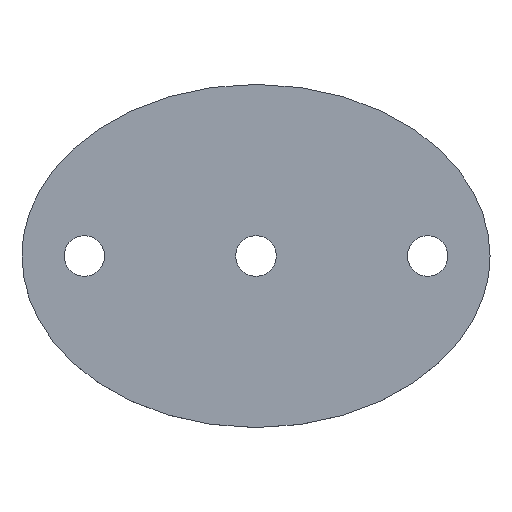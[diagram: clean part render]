
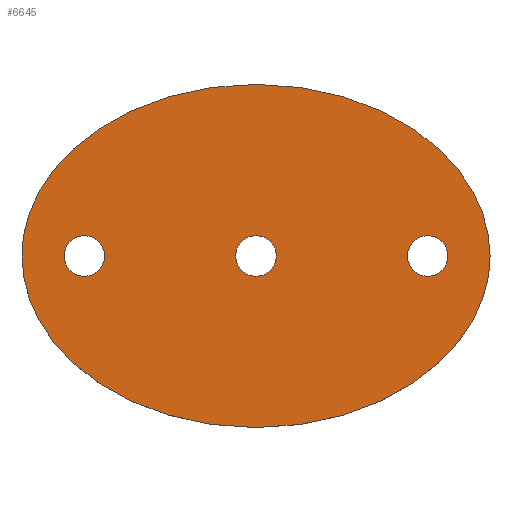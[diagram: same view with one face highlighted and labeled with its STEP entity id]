
A CAD part, top view. The second image highlights one B-rep face of the part: STEP entity #6645.
In plain terms, the highlighted planar face has unit normal (0, 0, 1).
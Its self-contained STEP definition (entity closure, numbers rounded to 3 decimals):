
#191 = CIRCLE ( 'NONE', #701, 3.25 ) ;
#302 = ORIENTED_EDGE ( 'NONE', *, *, #9306, .F. ) ;
#454 = CARTESIAN_POINT ( 'NONE',  ( 27.5, 0., 4. ) ) ;
#623 = EDGE_CURVE ( 'NONE', #5509, #6911, #859, .T. ) ;
#671 = AXIS2_PLACEMENT_3D ( 'NONE', #6068, #1876, #9287 ) ;
#701 = AXIS2_PLACEMENT_3D ( 'NONE', #454, #10167, #7960 ) ;
#783 = VERTEX_POINT ( 'NONE', #2534 ) ;
#859 = CIRCLE ( 'NONE', #13566, 3.25 ) ;
#897 = CARTESIAN_POINT ( 'NONE',  ( -3.25, 0., 4. ) ) ;
#989 = EDGE_LOOP ( 'NONE', ( #302, #9926 ) ) ;
#1143 = DIRECTION ( 'NONE',  ( 0., 0., 1. ) ) ;
#1149 = EDGE_LOOP ( 'NONE', ( #8623, #12407 ) ) ;
#1638 = CARTESIAN_POINT ( 'NONE',  ( 0., 0., 4. ) ) ;
#1698 = AXIS2_PLACEMENT_3D ( 'NONE', #11032, #13173, #2615 ) ;
#1876 = DIRECTION ( 'NONE',  ( 0., 0., 1. ) ) ;
#2534 = CARTESIAN_POINT ( 'NONE',  ( -37.5, 0., 4. ) ) ;
#2560 = CARTESIAN_POINT ( 'NONE',  ( 37.5, 55., 4. ) ) ;
#2615 = DIRECTION ( 'NONE',  ( 1., 0., 0. ) ) ;
#2788 = VERTEX_POINT ( 'NONE', #8613 ) ;
#2892 =( BOUNDED_CURVE ( )  B_SPLINE_CURVE ( 3, ( #10104, #4868, #3729, #5939 ),
 .UNSPECIFIED., .F., .T. ) 
 B_SPLINE_CURVE_WITH_KNOTS ( ( 4, 4 ),
 ( 3.142, 6.283 ),
 .UNSPECIFIED. ) 
 CURVE ( )  GEOMETRIC_REPRESENTATION_ITEM ( )  RATIONAL_B_SPLINE_CURVE ( ( 1., 0.333, 0.333, 1. ) ) 
 REPRESENTATION_ITEM ( '' )  );
#2952 = EDGE_CURVE ( 'NONE', #3799, #2788, #12150, .T. ) ;
#3509 = PLANE ( 'NONE',  #10699 ) ;
#3550 = DIRECTION ( 'NONE',  ( 0., 0., 1. ) ) ;
#3575 = VERTEX_POINT ( 'NONE', #7556 ) ;
#3729 = CARTESIAN_POINT ( 'NONE',  ( 37.5, -55., 4. ) ) ;
#3799 = VERTEX_POINT ( 'NONE', #9204 ) ;
#3988 = EDGE_CURVE ( 'NONE', #6911, #5509, #12631, .T. ) ;
#4455 = AXIS2_PLACEMENT_3D ( 'NONE', #9574, #1143, #8604 ) ;
#4572 = CARTESIAN_POINT ( 'NONE',  ( -37.5, 55., 4. ) ) ;
#4868 = CARTESIAN_POINT ( 'NONE',  ( -37.5, -55., 4. ) ) ;
#5145 = FACE_BOUND ( 'NONE', #5678, .T. ) ;
#5336 = VERTEX_POINT ( 'NONE', #8746 ) ;
#5509 = VERTEX_POINT ( 'NONE', #6214 ) ;
#5661 = EDGE_CURVE ( 'NONE', #10020, #783, #8351, .T. ) ;
#5678 = EDGE_LOOP ( 'NONE', ( #11387, #13326 ) ) ;
#5939 = CARTESIAN_POINT ( 'NONE',  ( 37.5, 0., 4. ) ) ;
#6068 = CARTESIAN_POINT ( 'NONE',  ( -27.5, 0., 4. ) ) ;
#6214 = CARTESIAN_POINT ( 'NONE',  ( 3.25, 0., 4. ) ) ;
#6566 = DIRECTION ( 'NONE',  ( 0., 0., 1. ) ) ;
#6594 = CARTESIAN_POINT ( 'NONE',  ( 37.5, 0., 4. ) ) ;
#6641 = EDGE_CURVE ( 'NONE', #3575, #5336, #13607, .T. ) ;
#6645 = ADVANCED_FACE ( 'NONE', ( #11458, #5145, #13279, #7331 ), #3509, .T. ) ;
#6911 = VERTEX_POINT ( 'NONE', #897 ) ;
#7097 = EDGE_LOOP ( 'NONE', ( #8720, #8209 ) ) ;
#7331 = FACE_BOUND ( 'NONE', #989, .T. ) ;
#7556 = CARTESIAN_POINT ( 'NONE',  ( -30.75, 0., 4. ) ) ;
#7911 = CIRCLE ( 'NONE', #671, 3.25 ) ;
#7939 = DIRECTION ( 'NONE',  ( 0., 0., 1. ) ) ;
#7960 = DIRECTION ( 'NONE',  ( 1., 0., 0. ) ) ;
#7965 = CARTESIAN_POINT ( 'NONE',  ( 37.5, 0., 4. ) ) ;
#8209 = ORIENTED_EDGE ( 'NONE', *, *, #12766, .T. ) ;
#8351 =( BOUNDED_CURVE ( )  B_SPLINE_CURVE ( 3, ( #6594, #2560, #4572, #9828 ),
 .UNSPECIFIED., .F., .T. ) 
 B_SPLINE_CURVE_WITH_KNOTS ( ( 4, 4 ),
 ( 0., 3.142 ),
 .UNSPECIFIED. ) 
 CURVE ( )  GEOMETRIC_REPRESENTATION_ITEM ( )  RATIONAL_B_SPLINE_CURVE ( ( 1., 0.333, 0.333, 1. ) ) 
 REPRESENTATION_ITEM ( '' )  );
#8604 = DIRECTION ( 'NONE',  ( 1., 0., 0. ) ) ;
#8613 = CARTESIAN_POINT ( 'NONE',  ( 24.25, 0., 4. ) ) ;
#8623 = ORIENTED_EDGE ( 'NONE', *, *, #3988, .F. ) ;
#8702 = CARTESIAN_POINT ( 'NONE',  ( 0., 0., 4. ) ) ;
#8720 = ORIENTED_EDGE ( 'NONE', *, *, #5661, .T. ) ;
#8746 = CARTESIAN_POINT ( 'NONE',  ( -24.25, 0., 4. ) ) ;
#8961 = DIRECTION ( 'NONE',  ( 1., 0., 0. ) ) ;
#9204 = CARTESIAN_POINT ( 'NONE',  ( 30.75, 0., 4. ) ) ;
#9287 = DIRECTION ( 'NONE',  ( 1., 0., 0. ) ) ;
#9306 = EDGE_CURVE ( 'NONE', #2788, #3799, #191, .T. ) ;
#9574 = CARTESIAN_POINT ( 'NONE',  ( 0., 0., 4. ) ) ;
#9828 = CARTESIAN_POINT ( 'NONE',  ( -37.5, 0., 4. ) ) ;
#9926 = ORIENTED_EDGE ( 'NONE', *, *, #2952, .F. ) ;
#9967 = CARTESIAN_POINT ( 'NONE',  ( -27.5, 0., 4. ) ) ;
#10020 = VERTEX_POINT ( 'NONE', #7965 ) ;
#10104 = CARTESIAN_POINT ( 'NONE',  ( -37.5, 0., 4. ) ) ;
#10167 = DIRECTION ( 'NONE',  ( 0., 0., 1. ) ) ;
#10324 = AXIS2_PLACEMENT_3D ( 'NONE', #9967, #7939, #8961 ) ;
#10699 = AXIS2_PLACEMENT_3D ( 'NONE', #1638, #3550, #13201 ) ;
#11032 = CARTESIAN_POINT ( 'NONE',  ( 27.5, 0., 4. ) ) ;
#11387 = ORIENTED_EDGE ( 'NONE', *, *, #6641, .F. ) ;
#11458 = FACE_BOUND ( 'NONE', #1149, .T. ) ;
#11993 = DIRECTION ( 'NONE',  ( 1., 0., 0. ) ) ;
#12150 = CIRCLE ( 'NONE', #1698, 3.25 ) ;
#12407 = ORIENTED_EDGE ( 'NONE', *, *, #623, .F. ) ;
#12631 = CIRCLE ( 'NONE', #4455, 3.25 ) ;
#12766 = EDGE_CURVE ( 'NONE', #783, #10020, #2892, .T. ) ;
#12867 = EDGE_CURVE ( 'NONE', #5336, #3575, #7911, .T. ) ;
#13173 = DIRECTION ( 'NONE',  ( 0., 0., 1. ) ) ;
#13201 = DIRECTION ( 'NONE',  ( 1., 0., 0. ) ) ;
#13279 = FACE_OUTER_BOUND ( 'NONE', #7097, .T. ) ;
#13326 = ORIENTED_EDGE ( 'NONE', *, *, #12867, .F. ) ;
#13566 = AXIS2_PLACEMENT_3D ( 'NONE', #8702, #6566, #11993 ) ;
#13607 = CIRCLE ( 'NONE', #10324, 3.25 ) ;
